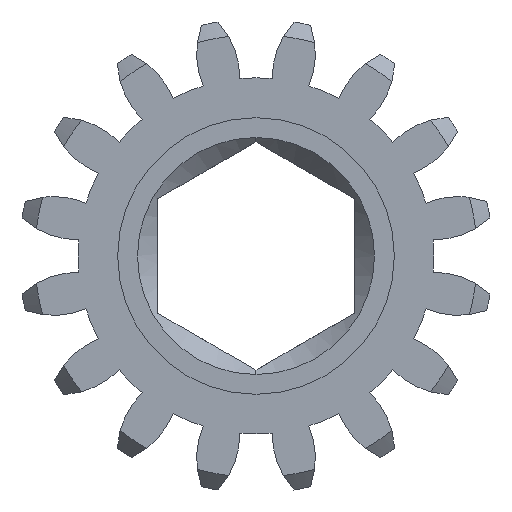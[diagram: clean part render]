
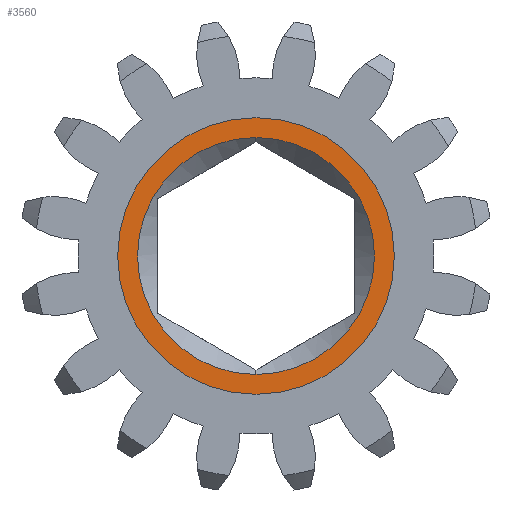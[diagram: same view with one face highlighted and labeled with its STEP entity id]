
A CAD part, left-side view. The second image highlights one B-rep face of the part: STEP entity #3560.
In plain terms, the highlighted planar face has unit normal (-1, 0, 0).
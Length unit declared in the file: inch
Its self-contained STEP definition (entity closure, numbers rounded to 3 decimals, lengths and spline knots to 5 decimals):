
#38 = AXIS2_PLACEMENT_3D ( 'NONE', #40, #3954, #2989 ) ;
#40 = CARTESIAN_POINT ( 'NONE',  ( 0.1305, 0., 0. ) ) ;
#53 = VERTEX_POINT ( 'NONE', #2818 ) ;
#178 = CIRCLE ( 'NONE', #2025, 0.2625 ) ;
#263 = CARTESIAN_POINT ( 'NONE',  ( 0.1305, 0., 0. ) ) ;
#301 = DIRECTION ( 'NONE',  ( -1., 0., 0. ) ) ;
#348 = CIRCLE ( 'NONE', #4233, 0.225 ) ;
#570 = EDGE_CURVE ( 'NONE', #2348, #3001, #178, .T. ) ;
#671 = ORIENTED_EDGE ( 'NONE', *, *, #1060, .F. ) ;
#748 = CARTESIAN_POINT ( 'NONE',  ( 0.1305, 0., -0.2625 ) ) ;
#865 = CIRCLE ( 'NONE', #38, 0.225 ) ;
#977 = CARTESIAN_POINT ( 'NONE',  ( 0.1305, 0., 0. ) ) ;
#1060 = EDGE_CURVE ( 'NONE', #3001, #2348, #1814, .T. ) ;
#1175 = VERTEX_POINT ( 'NONE', #2070 ) ;
#1257 = ORIENTED_EDGE ( 'NONE', *, *, #3585, .F. ) ;
#1289 = FACE_BOUND ( 'NONE', #2426, .T. ) ;
#1344 = AXIS2_PLACEMENT_3D ( 'NONE', #3976, #301, #2898 ) ;
#1402 = ORIENTED_EDGE ( 'NONE', *, *, #570, .F. ) ;
#1690 = PLANE ( 'NONE',  #1344 ) ;
#1812 = AXIS2_PLACEMENT_3D ( 'NONE', #977, #3990, #3624 ) ;
#1814 = CIRCLE ( 'NONE', #1812, 0.2625 ) ;
#2005 = EDGE_CURVE ( 'NONE', #53, #1175, #348, .T. ) ;
#2025 = AXIS2_PLACEMENT_3D ( 'NONE', #263, #2526, #3466 ) ;
#2070 = CARTESIAN_POINT ( 'NONE',  ( 0.1305, 0., -0.225 ) ) ;
#2267 = EDGE_LOOP ( 'NONE', ( #1402, #671 ) ) ;
#2348 = VERTEX_POINT ( 'NONE', #748 ) ;
#2351 = CARTESIAN_POINT ( 'NONE',  ( 0.1305, 0., 0. ) ) ;
#2426 = EDGE_LOOP ( 'NONE', ( #3156, #1257 ) ) ;
#2526 = DIRECTION ( 'NONE',  ( 1., 0., 0. ) ) ;
#2818 = CARTESIAN_POINT ( 'NONE',  ( 0.1305, 0., 0.225 ) ) ;
#2864 = CARTESIAN_POINT ( 'NONE',  ( 0.1305, 0., 0.2625 ) ) ;
#2898 = DIRECTION ( 'NONE',  ( 0., 0., 1. ) ) ;
#2989 = DIRECTION ( 'NONE',  ( 0., 0., 1. ) ) ;
#3001 = VERTEX_POINT ( 'NONE', #2864 ) ;
#3080 = DIRECTION ( 'NONE',  ( 0., 0., 1. ) ) ;
#3156 = ORIENTED_EDGE ( 'NONE', *, *, #2005, .F. ) ;
#3466 = DIRECTION ( 'NONE',  ( 0., 0., 1. ) ) ;
#3560 = ADVANCED_FACE ( 'NONE', ( #1289, #3934 ), #1690, .T. ) ;
#3585 = EDGE_CURVE ( 'NONE', #1175, #53, #865, .T. ) ;
#3624 = DIRECTION ( 'NONE',  ( 0., 0., 1. ) ) ;
#3934 = FACE_OUTER_BOUND ( 'NONE', #2267, .T. ) ;
#3954 = DIRECTION ( 'NONE',  ( -1., 0., 0. ) ) ;
#3976 = CARTESIAN_POINT ( 'NONE',  ( 0.1305, 0., 0. ) ) ;
#3990 = DIRECTION ( 'NONE',  ( 1., 0., 0. ) ) ;
#4023 = DIRECTION ( 'NONE',  ( -1., 0., 0. ) ) ;
#4233 = AXIS2_PLACEMENT_3D ( 'NONE', #2351, #4023, #3080 ) ;
